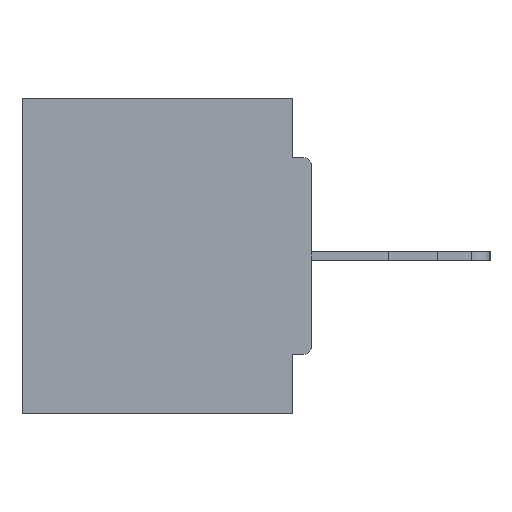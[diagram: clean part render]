
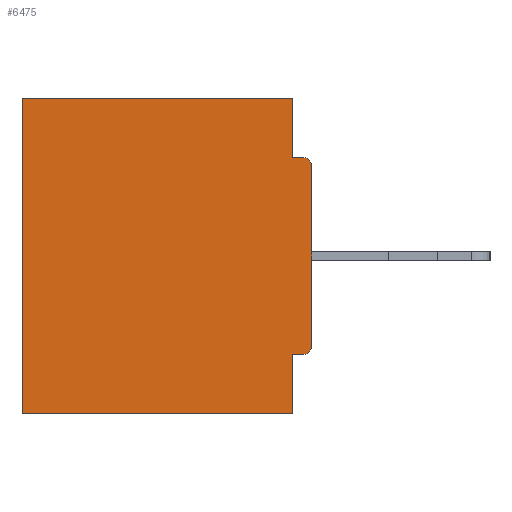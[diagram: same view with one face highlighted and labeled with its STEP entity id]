
A CAD part, left-side view. The second image highlights one B-rep face of the part: STEP entity #6475.
In plain terms, the highlighted planar face has unit normal (-1, 0, 0).
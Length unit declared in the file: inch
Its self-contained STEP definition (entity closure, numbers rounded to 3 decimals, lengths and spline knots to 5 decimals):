
#200 = ORIENTED_EDGE ( 'NONE', *, *, #5053, .F. ) ;
#548 = VERTEX_POINT ( 'NONE', #10797 ) ;
#634 = VECTOR ( 'NONE', #5488, 39.37008 ) ;
#1290 = FACE_OUTER_BOUND ( 'NONE', #27417, .T. ) ;
#2260 = DIRECTION ( 'NONE',  ( 0., 0., -1. ) ) ;
#2416 = CARTESIAN_POINT ( 'NONE',  ( 0.298, 0.015, -0.3915 ) ) ;
#2460 = VERTEX_POINT ( 'NONE', #6791 ) ;
#2633 = CARTESIAN_POINT ( 'NONE',  ( 0.298, 0., -0.1085 ) ) ;
#2984 = VERTEX_POINT ( 'NONE', #24171 ) ;
#3466 = ORIENTED_EDGE ( 'NONE', *, *, #20547, .F. ) ;
#3769 = VECTOR ( 'NONE', #32079, 39.37008 ) ;
#4011 = CARTESIAN_POINT ( 'NONE',  ( 0.298, 0.031, -0.5 ) ) ;
#4934 = VERTEX_POINT ( 'NONE', #13857 ) ;
#5053 = EDGE_CURVE ( 'NONE', #9129, #2460, #14364, .T. ) ;
#5171 = ORIENTED_EDGE ( 'NONE', *, *, #12500, .T. ) ;
#5488 = DIRECTION ( 'NONE',  ( 0., 1., 0. ) ) ;
#6107 = CIRCLE ( 'NONE', #25476, 0.015 ) ;
#6158 = DIRECTION ( 'NONE',  ( 0., -1., 0. ) ) ;
#6475 = ADVANCED_FACE ( 'NONE', ( #1290 ), #15191, .F. ) ;
#6544 = CARTESIAN_POINT ( 'NONE',  ( 0.298, 0.015, -0.1085 ) ) ;
#6707 = EDGE_CURVE ( 'NONE', #12570, #24584, #8668, .T. ) ;
#6791 = CARTESIAN_POINT ( 'NONE',  ( 0.298, 0.031, -0.0935 ) ) ;
#7812 = LINE ( 'NONE', #7967, #3769 ) ;
#7967 = CARTESIAN_POINT ( 'NONE',  ( 0.298, 0., 0. ) ) ;
#8668 = CIRCLE ( 'NONE', #12536, 0.015 ) ;
#8688 = VECTOR ( 'NONE', #6158, 39.37008 ) ;
#9051 = VERTEX_POINT ( 'NONE', #18070 ) ;
#9129 = VERTEX_POINT ( 'NONE', #31967 ) ;
#9860 = DIRECTION ( 'NONE',  ( 0., 0., -1. ) ) ;
#10073 = DIRECTION ( 'NONE',  ( 0., 0., -1. ) ) ;
#10327 = ORIENTED_EDGE ( 'NONE', *, *, #17218, .F. ) ;
#10797 = CARTESIAN_POINT ( 'NONE',  ( 0.298, 0.015, -0.4065 ) ) ;
#11372 = DIRECTION ( 'NONE',  ( 0., 0., -1. ) ) ;
#11757 = DIRECTION ( 'NONE',  ( 0., 0., -1. ) ) ;
#11877 = EDGE_CURVE ( 'NONE', #2460, #24584, #32837, .T. ) ;
#12198 = DIRECTION ( 'NONE',  ( 0., 0., -1. ) ) ;
#12353 = DIRECTION ( 'NONE',  ( 0., 0., -1. ) ) ;
#12500 = EDGE_CURVE ( 'NONE', #9129, #4934, #7812, .T. ) ;
#12536 = AXIS2_PLACEMENT_3D ( 'NONE', #6544, #27678, #11372 ) ;
#12570 = VERTEX_POINT ( 'NONE', #2633 ) ;
#13298 = EDGE_CURVE ( 'NONE', #4934, #24067, #20668, .T. ) ;
#13857 = CARTESIAN_POINT ( 'NONE',  ( 0.298, 0.46, 0. ) ) ;
#14298 = VECTOR ( 'NONE', #12198, 39.37008 ) ;
#14364 = LINE ( 'NONE', #4011, #21976 ) ;
#15191 = PLANE ( 'NONE',  #19141 ) ;
#16065 = DIRECTION ( 'NONE',  ( -1., 0., 0. ) ) ;
#16406 = VECTOR ( 'NONE', #12353, 39.37008 ) ;
#16540 = VECTOR ( 'NONE', #25444, 39.37008 ) ;
#16984 = CARTESIAN_POINT ( 'NONE',  ( 0.298, 0.46, -0.5 ) ) ;
#17218 = EDGE_CURVE ( 'NONE', #12570, #2984, #20335, .T. ) ;
#17606 = ORIENTED_EDGE ( 'NONE', *, *, #27777, .F. ) ;
#18070 = CARTESIAN_POINT ( 'NONE',  ( 0.298, 0.031, -0.4065 ) ) ;
#18157 = ORIENTED_EDGE ( 'NONE', *, *, #20179, .T. ) ;
#19141 = AXIS2_PLACEMENT_3D ( 'NONE', #28230, #20592, #9860 ) ;
#19298 = VECTOR ( 'NONE', #10073, 39.37008 ) ;
#19403 = CARTESIAN_POINT ( 'NONE',  ( 0.298, 0.015, -0.0935 ) ) ;
#19670 = ORIENTED_EDGE ( 'NONE', *, *, #11877, .F. ) ;
#20001 = CARTESIAN_POINT ( 'NONE',  ( 0.298, 0., 0. ) ) ;
#20179 = EDGE_CURVE ( 'NONE', #548, #2984, #6107, .T. ) ;
#20335 = LINE ( 'NONE', #20001, #14298 ) ;
#20547 = EDGE_CURVE ( 'NONE', #548, #9051, #33907, .T. ) ;
#20592 = DIRECTION ( 'NONE',  ( 1., 0., 0. ) ) ;
#20668 = LINE ( 'NONE', #31256, #16406 ) ;
#21976 = VECTOR ( 'NONE', #11757, 39.37008 ) ;
#22195 = VERTEX_POINT ( 'NONE', #25556 ) ;
#22240 = CARTESIAN_POINT ( 'NONE',  ( 0.298, 0., -0.0935 ) ) ;
#23324 = CARTESIAN_POINT ( 'NONE',  ( 0.298, 0., -0.5 ) ) ;
#23650 = CARTESIAN_POINT ( 'NONE',  ( 0.298, 0., -0.4065 ) ) ;
#23761 = LINE ( 'NONE', #33840, #19298 ) ;
#24067 = VERTEX_POINT ( 'NONE', #16984 ) ;
#24171 = CARTESIAN_POINT ( 'NONE',  ( 0.298, 0., -0.3915 ) ) ;
#24584 = VERTEX_POINT ( 'NONE', #19403 ) ;
#25444 = DIRECTION ( 'NONE',  ( 0., 1., 0. ) ) ;
#25476 = AXIS2_PLACEMENT_3D ( 'NONE', #2416, #16065, #2260 ) ;
#25556 = CARTESIAN_POINT ( 'NONE',  ( 0.298, 0.031, -0.5 ) ) ;
#25575 = EDGE_CURVE ( 'NONE', #9051, #22195, #23761, .T. ) ;
#27155 = ORIENTED_EDGE ( 'NONE', *, *, #6707, .T. ) ;
#27417 = EDGE_LOOP ( 'NONE', ( #27155, #19670, #200, #5171, #30481, #17606, #28538, #3466, #18157, #10327 ) ) ;
#27678 = DIRECTION ( 'NONE',  ( -1., 0., 0. ) ) ;
#27777 = EDGE_CURVE ( 'NONE', #22195, #24067, #30795, .T. ) ;
#28230 = CARTESIAN_POINT ( 'NONE',  ( 0.298, 0., 0. ) ) ;
#28538 = ORIENTED_EDGE ( 'NONE', *, *, #25575, .F. ) ;
#30481 = ORIENTED_EDGE ( 'NONE', *, *, #13298, .T. ) ;
#30795 = LINE ( 'NONE', #23324, #16540 ) ;
#31256 = CARTESIAN_POINT ( 'NONE',  ( 0.298, 0.46, 0. ) ) ;
#31967 = CARTESIAN_POINT ( 'NONE',  ( 0.298, 0.031, 0. ) ) ;
#32079 = DIRECTION ( 'NONE',  ( 0., 1., 0. ) ) ;
#32837 = LINE ( 'NONE', #22240, #8688 ) ;
#33840 = CARTESIAN_POINT ( 'NONE',  ( 0.298, 0.031, -0.5 ) ) ;
#33907 = LINE ( 'NONE', #23650, #634 ) ;
